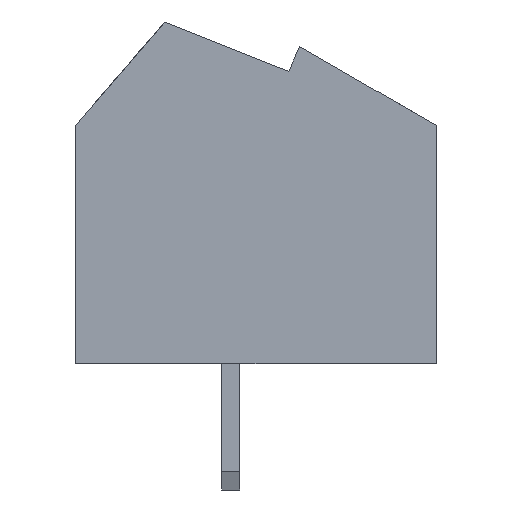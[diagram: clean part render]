
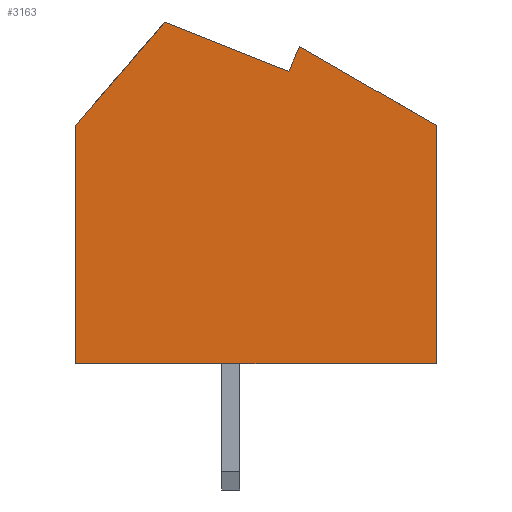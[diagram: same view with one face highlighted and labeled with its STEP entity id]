
A CAD part, left-side view. The second image highlights one B-rep face of the part: STEP entity #3163.
In plain terms, the highlighted planar face has unit normal (-1, 0, 0).
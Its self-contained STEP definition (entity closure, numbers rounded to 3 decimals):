
#286=ORIENTED_EDGE('',*,*,#1059,.F.);
#287=ORIENTED_EDGE('',*,*,#1112,.F.);
#288=ORIENTED_EDGE('',*,*,#1071,.F.);
#289=ORIENTED_EDGE('',*,*,#1083,.F.);
#290=ORIENTED_EDGE('',*,*,#1154,.F.);
#291=ORIENTED_EDGE('',*,*,#1151,.F.);
#292=ORIENTED_EDGE('',*,*,#1104,.F.);
#1059=EDGE_CURVE('',#1507,#1508,#1808,.T.);
#1071=EDGE_CURVE('',#1519,#1520,#1820,.T.);
#1083=EDGE_CURVE('',#1531,#1519,#1832,.T.);
#1104=EDGE_CURVE('',#1508,#1549,#1849,.T.);
#1112=EDGE_CURVE('',#1520,#1507,#1856,.T.);
#1151=EDGE_CURVE('',#1549,#1585,#1892,.T.);
#1154=EDGE_CURVE('',#1585,#1531,#1895,.T.);
#1507=VERTEX_POINT('',#4515);
#1508=VERTEX_POINT('',#4516);
#1519=VERTEX_POINT('',#4540);
#1520=VERTEX_POINT('',#4541);
#1531=VERTEX_POINT('',#4565);
#1549=VERTEX_POINT('',#4608);
#1585=VERTEX_POINT('',#4698);
#1808=LINE('',#4514,#2201);
#1820=LINE('',#4539,#2213);
#1832=LINE('',#4564,#2225);
#1849=LINE('',#4607,#2242);
#1856=LINE('',#4623,#2249);
#1892=LINE('',#4697,#2285);
#1895=LINE('',#4703,#2288);
#2201=VECTOR('',#3641,1000.);
#2213=VECTOR('',#3655,1000.);
#2225=VECTOR('',#3669,1000.);
#2242=VECTOR('',#3702,1000.);
#2249=VECTOR('',#3713,1000.);
#2285=VECTOR('',#3767,1000.);
#2288=VECTOR('',#3772,1000.);
#2605=EDGE_LOOP('',(#286,#287,#288,#289,#290,#291,#292));
#2818=FACE_BOUND('',#2605,.T.);
#3012=PLANE('',#3405);
#3163=ADVANCED_FACE('',(#2818),#3012,.F.);
#3405=AXIS2_PLACEMENT_3D('',#4706,#3776,#3777);
#3641=DIRECTION('',(0.,0.,1.));
#3655=DIRECTION('',(0.,0.,-1.));
#3669=DIRECTION('',(0.,-0.866,-0.5));
#3702=DIRECTION('',(0.,-0.652,0.758));
#3713=DIRECTION('',(0.,1.,0.));
#3767=DIRECTION('',(0.,-0.929,-0.37));
#3772=DIRECTION('',(0.,-0.391,0.92));
#3776=DIRECTION('',(1.,0.,0.));
#3777=DIRECTION('',(0.,0.,-1.));
#4514=CARTESIAN_POINT('',(-3.5,5.,-3.3));
#4515=CARTESIAN_POINT('',(-3.5,5.,-3.3));
#4516=CARTESIAN_POINT('',(-3.5,5.,3.3));
#4539=CARTESIAN_POINT('',(-3.5,-5.,3.3));
#4540=CARTESIAN_POINT('',(-3.5,-5.,3.3));
#4541=CARTESIAN_POINT('',(-3.5,-5.,-3.3));
#4564=CARTESIAN_POINT('',(-3.5,-1.204,5.492));
#4565=CARTESIAN_POINT('',(-3.5,-1.204,5.492));
#4607=CARTESIAN_POINT('',(-3.5,5.,3.3));
#4608=CARTESIAN_POINT('',(-3.5,2.531,6.17));
#4623=CARTESIAN_POINT('',(-3.5,5.,-3.3));
#4697=CARTESIAN_POINT('',(-3.5,2.531,6.17));
#4698=CARTESIAN_POINT('',(-3.5,-0.911,4.801));
#4703=CARTESIAN_POINT('',(-3.5,-0.911,4.801));
#4706=CARTESIAN_POINT('',(-3.5,0.,0.));
